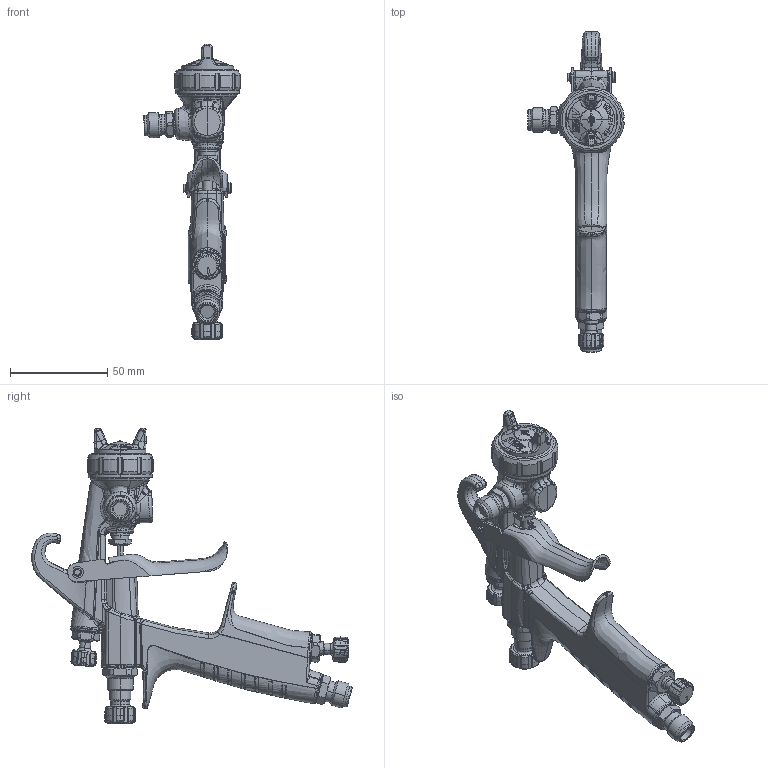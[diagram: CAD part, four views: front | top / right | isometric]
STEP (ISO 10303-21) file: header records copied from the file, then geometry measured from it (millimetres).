
FILE_DESCRIPTION (( 'STEP AP214' ), '1' );
FILE_NAME ('WIDER1_3D外形図.STEP', '2022-07-27T02:00:10', ( '' ), ( '' ), 'SwSTEP 2.0', 'SolidWorks 2019', '' );
FILE_SCHEMA (( 'AUTOMOTIVE_DESIGN' ));
Products named in the file (1): WIDER1_3D外形図
Bounding box: 49.64 x 164.76 x 151.58 mm (x, y, z)
Volume: 111485.2 mm3; surface area: 31410.8 mm2
Topology: 1 solids, 1 shells, 2553 faces, 6516 edges, 4009 vertices
Faces by surface type: bspline 1149, plane 640, cylinder 512, cone 182, torus 64, sphere 6
Entity records: 188491 total; most frequent: CARTESIAN_POINT 137951, ORIENTED_EDGE 12964, DIRECTION 6961, EDGE_CURVE 6482, VERTEX_POINT 4009, B_SPLINE_CURVE_WITH_KNOTS 3576, AXIS2_PLACEMENT_3D 2755, EDGE_LOOP 2645
